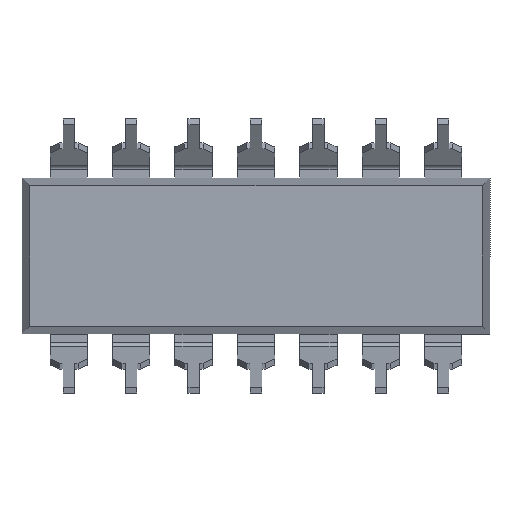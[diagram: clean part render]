
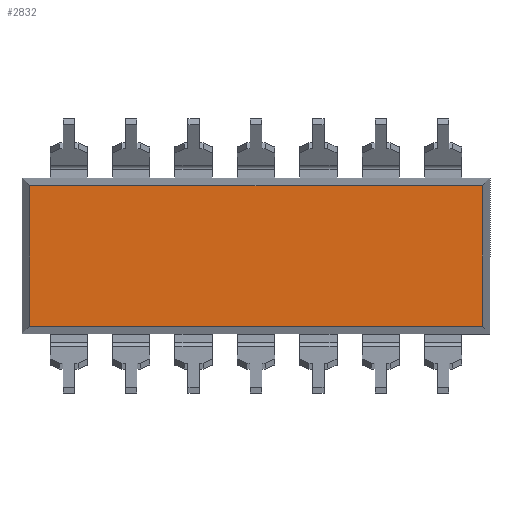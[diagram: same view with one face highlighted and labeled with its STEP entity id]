
A CAD part, front view. The second image highlights one B-rep face of the part: STEP entity #2832.
In plain terms, the highlighted planar face has unit normal (0, -1, 0).
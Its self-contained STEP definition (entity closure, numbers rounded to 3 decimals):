
#185 = CARTESIAN_POINT ( 'NONE',  ( 9.216, 0.38, -2.866 ) ) ;
#208 = DIRECTION ( 'NONE',  ( 0., 0., -1. ) ) ;
#297 = ORIENTED_EDGE ( 'NONE', *, *, #1880, .T. ) ;
#1097 = LINE ( 'NONE', #1906, #3367 ) ;
#1257 = CARTESIAN_POINT ( 'NONE',  ( 9.525, 0.38, 2.866 ) ) ;
#1863 = ORIENTED_EDGE ( 'NONE', *, *, #4698, .T. ) ;
#1876 = VERTEX_POINT ( 'NONE', #5687 ) ;
#1880 = EDGE_CURVE ( 'NONE', #5952, #5598, #4925, .T. ) ;
#1906 = CARTESIAN_POINT ( 'NONE',  ( -9.216, 0.38, 3.175 ) ) ;
#2293 = LINE ( 'NONE', #4442, #6949 ) ;
#2656 = CARTESIAN_POINT ( 'NONE',  ( -9.216, 0.38, -2.866 ) ) ;
#2832 = ADVANCED_FACE ( 'NONE', ( #2936 ), #3997, .T. ) ;
#2836 = CARTESIAN_POINT ( 'NONE',  ( -9.525, 0.38, -2.866 ) ) ;
#2936 = FACE_OUTER_BOUND ( 'NONE', #7146, .T. ) ;
#3194 = LINE ( 'NONE', #1257, #4475 ) ;
#3367 = VECTOR ( 'NONE', #208, 1000. ) ;
#3458 = DIRECTION ( 'NONE',  ( 0., -1., 0. ) ) ;
#3997 = PLANE ( 'NONE',  #7428 ) ;
#4282 = DIRECTION ( 'NONE',  ( -1., 0., 0. ) ) ;
#4442 = CARTESIAN_POINT ( 'NONE',  ( 9.216, 0.38, -3.175 ) ) ;
#4475 = VECTOR ( 'NONE', #4282, 1000. ) ;
#4698 = EDGE_CURVE ( 'NONE', #5598, #1876, #2293, .T. ) ;
#4704 = ORIENTED_EDGE ( 'NONE', *, *, #5678, .T. ) ;
#4925 = LINE ( 'NONE', #2836, #6123 ) ;
#4986 = DIRECTION ( 'NONE',  ( 0., 0., 1. ) ) ;
#5051 = EDGE_CURVE ( 'NONE', #1876, #6710, #3194, .T. ) ;
#5598 = VERTEX_POINT ( 'NONE', #185 ) ;
#5678 = EDGE_CURVE ( 'NONE', #6710, #5952, #1097, .T. ) ;
#5687 = CARTESIAN_POINT ( 'NONE',  ( 9.216, 0.38, 2.866 ) ) ;
#5782 = CARTESIAN_POINT ( 'NONE',  ( 0., 0.38, 0. ) ) ;
#5952 = VERTEX_POINT ( 'NONE', #2656 ) ;
#6123 = VECTOR ( 'NONE', #6836, 1000. ) ;
#6710 = VERTEX_POINT ( 'NONE', #6739 ) ;
#6739 = CARTESIAN_POINT ( 'NONE',  ( -9.216, 0.38, 2.866 ) ) ;
#6836 = DIRECTION ( 'NONE',  ( 1., 0., 0. ) ) ;
#6928 = DIRECTION ( 'NONE',  ( 0., 0., -1. ) ) ;
#6949 = VECTOR ( 'NONE', #4986, 1000. ) ;
#7146 = EDGE_LOOP ( 'NONE', ( #297, #1863, #7509, #4704 ) ) ;
#7428 = AXIS2_PLACEMENT_3D ( 'NONE', #5782, #3458, #6928 ) ;
#7509 = ORIENTED_EDGE ( 'NONE', *, *, #5051, .T. ) ;
